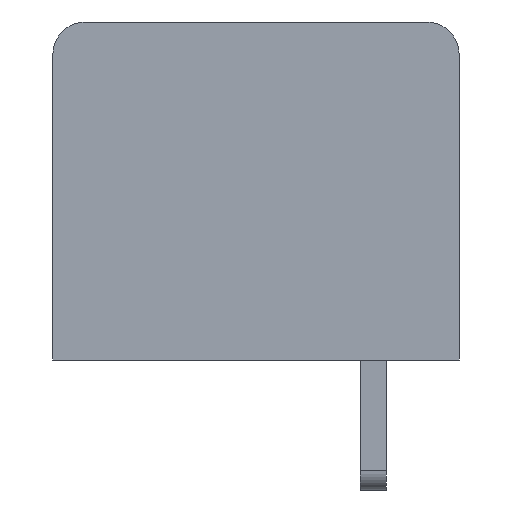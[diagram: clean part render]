
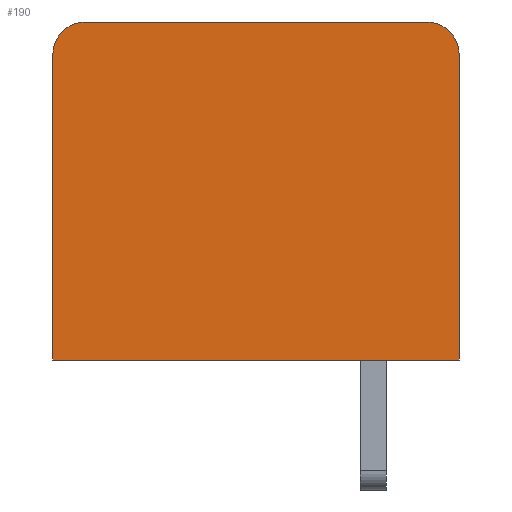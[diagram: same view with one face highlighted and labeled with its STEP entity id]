
A CAD part, left-side view. The second image highlights one B-rep face of the part: STEP entity #190.
In plain terms, the highlighted planar face has unit normal (-1, 0, 0).
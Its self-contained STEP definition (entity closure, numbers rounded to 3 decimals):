
#190=ADVANCED_FACE('',(#362),#363,.F.);
#362=FACE_OUTER_BOUND('',#517,.T.);
#363=PLANE('',#518);
#517=EDGE_LOOP('',(#890,#891,#892,#893,#894,#895));
#518=AXIS2_PLACEMENT_3D('',#896,#897,#898);
#890=ORIENTED_EDGE('',*,*,#1094,.F.);
#891=ORIENTED_EDGE('',*,*,#1097,.T.);
#892=ORIENTED_EDGE('',*,*,#983,.F.);
#893=ORIENTED_EDGE('',*,*,#1098,.T.);
#894=ORIENTED_EDGE('',*,*,#1084,.T.);
#895=ORIENTED_EDGE('',*,*,#1077,.T.);
#896=CARTESIAN_POINT('',(-3.81,6.25,10.4));
#897=DIRECTION('',(1.0,0.0,0.0));
#898=DIRECTION('',(0.0,0.0,-1.0));
#983=EDGE_CURVE('',#1162,#1157,#1164,.T.);
#1077=EDGE_CURVE('',#1303,#1304,#1305,.T.);
#1084=EDGE_CURVE('',#1315,#1303,#1316,.T.);
#1094=EDGE_CURVE('',#1328,#1304,#1330,.T.);
#1097=EDGE_CURVE('',#1328,#1157,#1333,.F.);
#1098=EDGE_CURVE('',#1162,#1315,#1334,.F.);
#1157=VERTEX_POINT('',#1412);
#1162=VERTEX_POINT('',#1419);
#1164=LINE('',#1422,#1423);
#1303=VERTEX_POINT('',#1622);
#1304=VERTEX_POINT('',#1623);
#1305=LINE('',#1624,#1625);
#1315=VERTEX_POINT('',#1640);
#1316=LINE('',#1641,#1642);
#1328=VERTEX_POINT('',#1658);
#1330=LINE('',#1661,#1662);
#1333=CIRCLE('',#1666,1.0);
#1334=CIRCLE('',#1667,1.0);
#1412=CARTESIAN_POINT('',(-3.81,-5.25,10.4));
#1419=CARTESIAN_POINT('',(-3.81,5.25,10.4));
#1422=CARTESIAN_POINT('',(-3.81,6.25,10.4));
#1423=VECTOR('',#1712,1.0);
#1622=CARTESIAN_POINT('',(-3.81,6.25,0.0));
#1623=CARTESIAN_POINT('',(-3.81,-6.25,0.0));
#1624=CARTESIAN_POINT('',(-3.81,6.25,0.0));
#1625=VECTOR('',#1794,1.0);
#1640=CARTESIAN_POINT('',(-3.81,6.25,9.4));
#1641=CARTESIAN_POINT('',(-3.81,6.25,10.4));
#1642=VECTOR('',#1800,1.0);
#1658=CARTESIAN_POINT('',(-3.81,-6.25,9.4));
#1661=CARTESIAN_POINT('',(-3.81,-6.25,10.4));
#1662=VECTOR('',#1812,1.0);
#1666=AXIS2_PLACEMENT_3D('',#1814,#1815,#1816);
#1667=AXIS2_PLACEMENT_3D('',#1817,#1818,#1819);
#1712=DIRECTION('',(0.0,-1.0,0.0));
#1794=DIRECTION('',(0.0,-1.0,0.0));
#1800=DIRECTION('',(0.0,0.0,-1.0));
#1812=DIRECTION('',(0.0,0.0,-1.0));
#1814=CARTESIAN_POINT('',(-3.81,-5.25,9.4));
#1815=DIRECTION('',(1.0,0.0,0.0));
#1816=DIRECTION('',(0.0,0.0,-1.0));
#1817=CARTESIAN_POINT('',(-3.81,5.25,9.4));
#1818=DIRECTION('',(1.0,0.0,0.0));
#1819=DIRECTION('',(0.0,0.0,-1.0));
